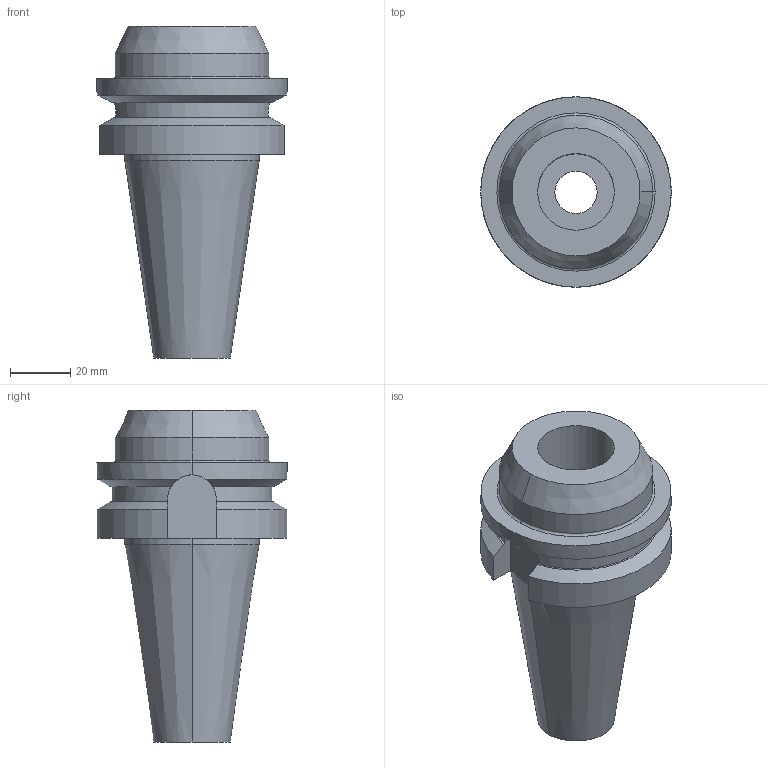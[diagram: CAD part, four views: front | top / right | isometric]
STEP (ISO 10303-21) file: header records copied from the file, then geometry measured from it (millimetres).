
FILE_DESCRIPTION (( 'STEP AP203' ), '1' );
FILE_NAME ('STP-5011-653-A64-175-1(17140-1-1.75).STEP', '2022-06-07T00:46:08', ( '' ), ( '' ), 'SwSTEP 2.0', 'SolidWorks 2017', '' );
FILE_SCHEMA (( 'CONFIG_CONTROL_DESIGN' ));
Length unit declared in the file: millimetre
Products named in the file (1): STP-5011-653-A64-175-1(17140-1-1.75)
Bounding box: 63 x 63 x 109.85 mm (x, y, z)
Volume: 121203.1 mm3; surface area: 28531.7 mm2
Topology: 1 solids, 1 shells, 51 faces, 122 edges, 79 vertices
Faces by surface type: cylinder 23, plane 18, cone 8, torus 2
Entity records: 1636 total; most frequent: CARTESIAN_POINT 345, DIRECTION 265, ORIENTED_EDGE 244, EDGE_CURVE 122, AXIS2_PLACEMENT_3D 107, VERTEX_POINT 79, EDGE_LOOP 59, CIRCLE 55
